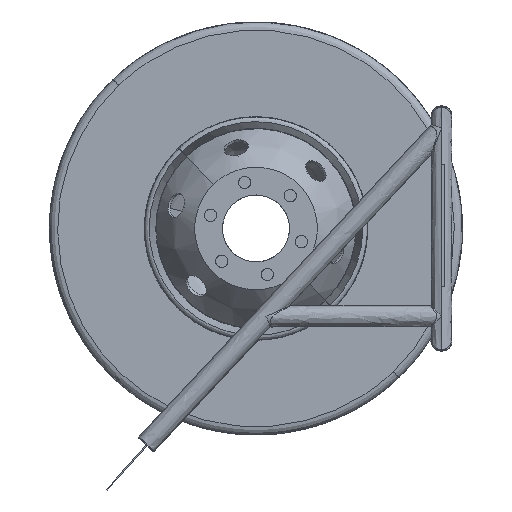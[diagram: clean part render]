
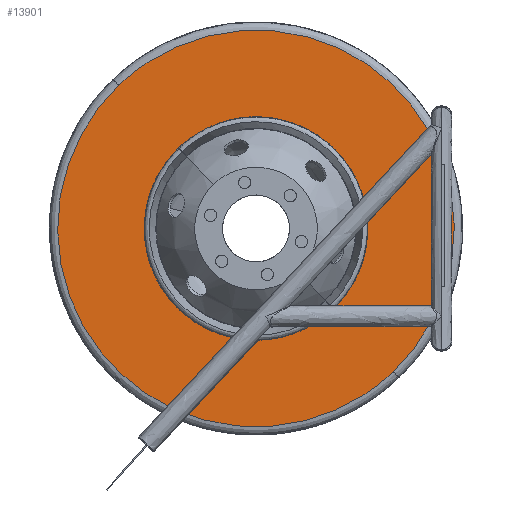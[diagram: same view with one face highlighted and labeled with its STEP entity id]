
A CAD part, left-side view. The second image highlights one B-rep face of the part: STEP entity #13901.
In plain terms, the highlighted free-form (B-spline) face has degree [1, 1] with [2, 2] control points.
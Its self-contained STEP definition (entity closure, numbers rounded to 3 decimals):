
#13734 = VERTEX_POINT('',#13735);
#13735 = CARTESIAN_POINT('',(-874.155,313.463,
    376.772));
#13741 = EDGE_CURVE('',#13742,#13734,#13744,.T.);
#13742 = VERTEX_POINT('',#13743);
#13743 = CARTESIAN_POINT('',(-874.155,-409.7,
    -376.772));
#13744 = ( BOUNDED_CURVE() B_SPLINE_CURVE(2,(#13745,#13746,#13747,#13748
,#13749),.UNSPECIFIED.,.F.,.F.) B_SPLINE_CURVE_WITH_KNOTS((3,2,3),(0.,
1.571,3.142),.PIECEWISE_BEZIER_KNOTS.) CURVE() 
GEOMETRIC_REPRESENTATION_ITEM() RATIONAL_B_SPLINE_CURVE((1.,
0.707,1.,0.707,1.)) REPRESENTATION_ITEM('') );
#13745 = CARTESIAN_POINT('',(-874.155,-409.7,
    -376.772));
#13746 = CARTESIAN_POINT('',(-874.155,-786.472,
    -15.19));
#13747 = CARTESIAN_POINT('',(-874.155,-424.89,
    361.581));
#13748 = CARTESIAN_POINT('',(-874.155,-63.309,
    738.353));
#13749 = CARTESIAN_POINT('',(-874.155,313.463,
    376.772));
#13832 = VERTEX_POINT('',#13833);
#13833 = CARTESIAN_POINT('',(-874.155,155.469,
    212.14));
#13851 = VERTEX_POINT('',#13852);
#13852 = CARTESIAN_POINT('',(-874.155,-251.706,
    -212.14));
#13857 = EDGE_CURVE('',#13832,#13851,#13858,.T.);
#13858 = ( BOUNDED_CURVE() B_SPLINE_CURVE(2,(#13859,#13860,#13861,#13862
,#13863),.UNSPECIFIED.,.F.,.F.) B_SPLINE_CURVE_WITH_KNOTS((3,2,3),(
    3.142,4.712,6.283),
.PIECEWISE_BEZIER_KNOTS.) CURVE() GEOMETRIC_REPRESENTATION_ITEM() 
RATIONAL_B_SPLINE_CURVE((1.,0.707,1.,0.707,1.)) 
REPRESENTATION_ITEM('') );
#13859 = CARTESIAN_POINT('',(-874.155,155.469,
    212.14));
#13860 = CARTESIAN_POINT('',(-874.155,367.609,
    8.553));
#13861 = CARTESIAN_POINT('',(-874.155,164.021,
    -203.587));
#13862 = CARTESIAN_POINT('',(-874.155,-39.566,
    -415.727));
#13863 = CARTESIAN_POINT('',(-874.155,-251.706,
    -212.14));
#13901 = ADVANCED_FACE('',(#13902,#13913),#13924,.T.);
#13902 = FACE_BOUND('',#13903,.T.);
#13903 = EDGE_LOOP('',(#13904,#13905));
#13904 = ORIENTED_EDGE('',*,*,#13741,.T.);
#13905 = ORIENTED_EDGE('',*,*,#13906,.T.);
#13906 = EDGE_CURVE('',#13734,#13742,#13907,.T.);
#13907 = ( BOUNDED_CURVE() B_SPLINE_CURVE(2,(#13908,#13909,#13910,#13911
,#13912),.UNSPECIFIED.,.F.,.F.) B_SPLINE_CURVE_WITH_KNOTS((3,2,3),(
    3.142,4.712,6.283),
.PIECEWISE_BEZIER_KNOTS.) CURVE() GEOMETRIC_REPRESENTATION_ITEM() 
RATIONAL_B_SPLINE_CURVE((1.,0.707,1.,0.707,1.)) 
REPRESENTATION_ITEM('') );
#13908 = CARTESIAN_POINT('',(-874.155,313.463,
    376.772));
#13909 = CARTESIAN_POINT('',(-874.155,690.234,
    15.19));
#13910 = CARTESIAN_POINT('',(-874.155,328.653,
    -361.581));
#13911 = CARTESIAN_POINT('',(-874.155,-32.928,
    -738.353));
#13912 = CARTESIAN_POINT('',(-874.155,-409.7,
    -376.772));
#13913 = FACE_BOUND('',#13914,.T.);
#13914 = EDGE_LOOP('',(#13915,#13916));
#13915 = ORIENTED_EDGE('',*,*,#13857,.F.);
#13916 = ORIENTED_EDGE('',*,*,#13917,.F.);
#13917 = EDGE_CURVE('',#13851,#13832,#13918,.T.);
#13918 = ( BOUNDED_CURVE() B_SPLINE_CURVE(2,(#13919,#13920,#13921,#13922
,#13923),.UNSPECIFIED.,.F.,.F.) B_SPLINE_CURVE_WITH_KNOTS((3,2,3),(0.,
1.571,3.142),.PIECEWISE_BEZIER_KNOTS.) CURVE() 
GEOMETRIC_REPRESENTATION_ITEM() RATIONAL_B_SPLINE_CURVE((1.,
0.707,1.,0.707,1.)) REPRESENTATION_ITEM('') );
#13919 = CARTESIAN_POINT('',(-874.155,-251.706,
    -212.14));
#13920 = CARTESIAN_POINT('',(-874.155,-463.846,
    -8.553));
#13921 = CARTESIAN_POINT('',(-874.155,-260.259,
    203.587));
#13922 = CARTESIAN_POINT('',(-874.155,-56.672,
    415.727));
#13923 = CARTESIAN_POINT('',(-874.155,155.469,
    212.14));
#13924 = B_SPLINE_SURFACE_WITH_KNOTS('',1,1,(
    (#13925,#13926)
    ,(#13927,#13928
    )),.UNSPECIFIED.,.F.,.F.,.F.,(2,2),(2,2),(-485.75,485.75),(-485.75,
    485.75),.PIECEWISE_BEZIER_KNOTS.);
#13925 = CARTESIAN_POINT('',(-874.155,690.234,
    15.19));
#13926 = CARTESIAN_POINT('',(-874.155,-63.309,
    738.353));
#13927 = CARTESIAN_POINT('',(-874.155,-32.928,
    -738.353));
#13928 = CARTESIAN_POINT('',(-874.155,-786.472,
    -15.19));
